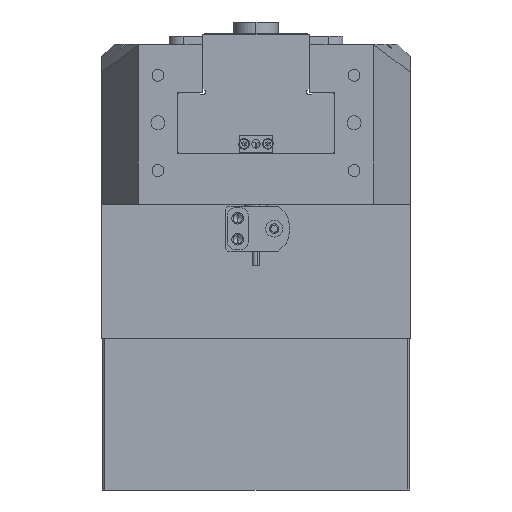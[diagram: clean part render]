
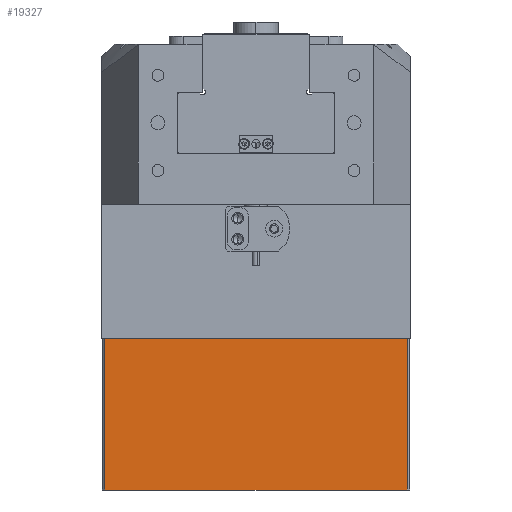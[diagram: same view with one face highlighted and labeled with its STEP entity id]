
A CAD part, left-side view. The second image highlights one B-rep face of the part: STEP entity #19327.
In plain terms, the highlighted planar face has unit normal (-1, 0, 0).
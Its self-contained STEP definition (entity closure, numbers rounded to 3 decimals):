
#336 = CARTESIAN_POINT ( 'NONE',  ( -94., 53.9, 0. ) ) ;
#1505 = AXIS2_PLACEMENT_3D ( 'NONE', #15778, #18908, #3449 ) ;
#1790 = CARTESIAN_POINT ( 'NONE',  ( -94., -53.9, -54. ) ) ;
#3449 = DIRECTION ( 'NONE',  ( 0., 0., -1. ) ) ;
#4799 = CARTESIAN_POINT ( 'NONE',  ( -94., 53.9, -54. ) ) ;
#8900 = CARTESIAN_POINT ( 'NONE',  ( -94., 54.9, -54. ) ) ;
#9230 = LINE ( 'NONE', #28676, #23728 ) ;
#9874 = EDGE_CURVE ( 'NONE', #34488, #31020, #29723, .T. ) ;
#10888 = DIRECTION ( 'NONE',  ( 0., 1., 0. ) ) ;
#11879 = EDGE_CURVE ( 'NONE', #16640, #34488, #18491, .T. ) ;
#13228 = VECTOR ( 'NONE', #28161, 1000. ) ;
#13382 = VERTEX_POINT ( 'NONE', #1790 ) ;
#13576 = EDGE_LOOP ( 'NONE', ( #16761, #29088, #24748, #14334 ) ) ;
#14334 = ORIENTED_EDGE ( 'NONE', *, *, #27406, .T. ) ;
#15516 = PLANE ( 'NONE',  #1505 ) ;
#15727 = EDGE_CURVE ( 'NONE', #13382, #31020, #28910, .T. ) ;
#15778 = CARTESIAN_POINT ( 'NONE',  ( -94., 54.9, -54. ) ) ;
#16640 = VERTEX_POINT ( 'NONE', #17451 ) ;
#16761 = ORIENTED_EDGE ( 'NONE', *, *, #11879, .T. ) ;
#17451 = CARTESIAN_POINT ( 'NONE',  ( -94., -53.9, 0. ) ) ;
#18491 = LINE ( 'NONE', #35408, #38837 ) ;
#18908 = DIRECTION ( 'NONE',  ( 1., 0., 0. ) ) ;
#19327 = ADVANCED_FACE ( 'NONE', ( #36168 ), #15516, .F. ) ;
#23728 = VECTOR ( 'NONE', #31790, 1000. ) ;
#24301 = DIRECTION ( 'NONE',  ( 0., 1., 0. ) ) ;
#24748 = ORIENTED_EDGE ( 'NONE', *, *, #15727, .F. ) ;
#24904 = CARTESIAN_POINT ( 'NONE',  ( -94., 53.9, -54. ) ) ;
#27406 = EDGE_CURVE ( 'NONE', #13382, #16640, #9230, .T. ) ;
#28161 = DIRECTION ( 'NONE',  ( 0., 0., -1. ) ) ;
#28676 = CARTESIAN_POINT ( 'NONE',  ( -94., -53.9, -54. ) ) ;
#28910 = LINE ( 'NONE', #8900, #36650 ) ;
#29088 = ORIENTED_EDGE ( 'NONE', *, *, #9874, .T. ) ;
#29723 = LINE ( 'NONE', #24904, #13228 ) ;
#31020 = VERTEX_POINT ( 'NONE', #4799 ) ;
#31790 = DIRECTION ( 'NONE',  ( 0., 0., 1. ) ) ;
#34488 = VERTEX_POINT ( 'NONE', #336 ) ;
#35408 = CARTESIAN_POINT ( 'NONE',  ( -94., 54.9, 0. ) ) ;
#36168 = FACE_OUTER_BOUND ( 'NONE', #13576, .T. ) ;
#36650 = VECTOR ( 'NONE', #24301, 1000. ) ;
#38837 = VECTOR ( 'NONE', #10888, 1000. ) ;
